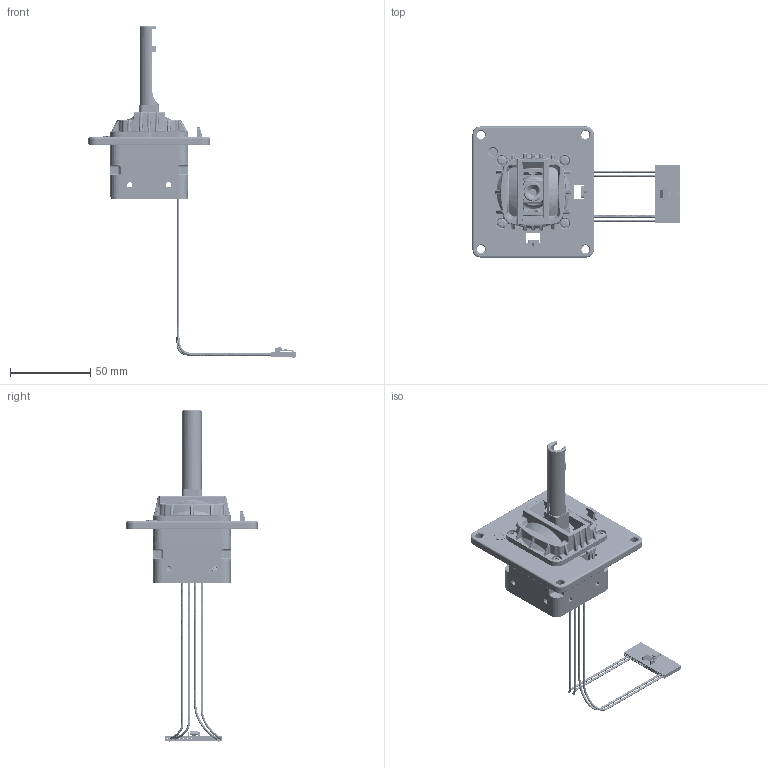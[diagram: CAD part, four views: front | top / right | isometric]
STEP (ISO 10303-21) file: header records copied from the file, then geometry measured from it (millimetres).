
FILE_DESCRIPTION(/* description */ (''),/* implementation_level */ '2;1');
FILE_NAME(/* name */ 'AJ22装配1.stp',/* time_stamp */ '2022-09-27T16:56:12+08:00',/* author */ (''),/* organization */ (''),/* preprocessor_version */ 'ST-DEVELOPER v16.7',/* originating_system */ 'SIEMENS PLM Software NX 12.0',/* authorisation */ '');
FILE_SCHEMA (('AUTOMOTIVE_DESIGN { 1 0 10303 214 3 1 1 1 }'));
Products named in the file (1): Admi272C4DB9n3z2
Bounding box: 128.77 x 81.53 x 206.43 mm (x, y, z)
Volume: 81297 mm3; surface area: 86516.3 mm2
Topology: 104 solids, 109 shells, 7200 faces, 17428 edges, 10401 vertices
Faces by surface type: plane 3940, cylinder 1582, bspline 767, sphere 359, cone 318, torus 213, extrusion 13, revolution 8
Full cylindrical faces by diameter (mm): 1.2 x4, 1.6 x8, 3.2 x8, 3.35 x4, 4 x1, 5 x5, 6 x5, 6.143 x4, 7 x1, 8 x2, 9 x1, 11.95 x1, 17 x1
Entity records: 258447 total; most frequent: CARTESIAN_POINT 79972, ORIENTED_EDGE 34226, DIRECTION 32986, EDGE_CURVE 17120, AXIS2_PLACEMENT_3D 11369, VERTEX_POINT 10371, VECTOR 10240, LINE 10227
